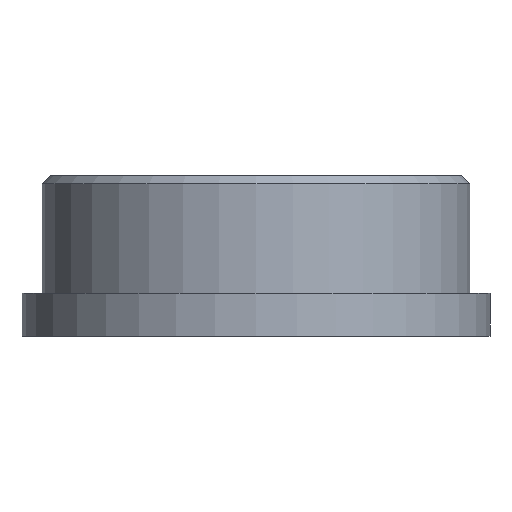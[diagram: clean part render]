
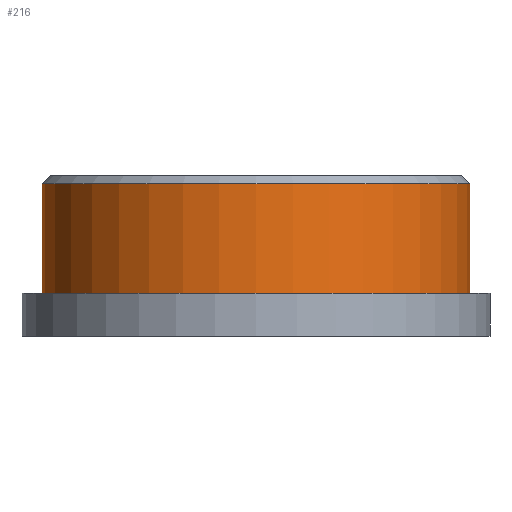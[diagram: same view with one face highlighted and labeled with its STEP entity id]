
A CAD part, front view. The second image highlights one B-rep face of the part: STEP entity #216.
In plain terms, the highlighted cylindrical face has radius 6.35 mm (diameter 12.7 mm), a partial arc.
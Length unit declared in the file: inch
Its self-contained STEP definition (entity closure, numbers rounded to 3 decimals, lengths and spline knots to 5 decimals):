
#22 = EDGE_CURVE ( 'NONE', #1331, #315, #648, .T. ) ;
#47 = CARTESIAN_POINT ( 'NONE',  ( -0.25, 0., -0.04375 ) ) ;
#59 = AXIS2_PLACEMENT_3D ( 'NONE', #440, #1491, #1637 ) ;
#138 = ORIENTED_EDGE ( 'NONE', *, *, #659, .F. ) ;
#171 = CARTESIAN_POINT ( 'NONE',  ( -0.25, 0., 0.09375 ) ) ;
#172 = CARTESIAN_POINT ( 'NONE',  ( 0.25, 0., 0.08438 ) ) ;
#182 = FACE_OUTER_BOUND ( 'NONE', #493, .T. ) ;
#198 = DIRECTION ( 'NONE',  ( 0., 0., 1. ) ) ;
#216 = ADVANCED_FACE ( 'NONE', ( #182 ), #1241, .T. ) ;
#315 = VERTEX_POINT ( 'NONE', #172 ) ;
#393 = DIRECTION ( 'NONE',  ( 1., 0., 0. ) ) ;
#440 = CARTESIAN_POINT ( 'NONE',  ( 0., 0., 0.08438 ) ) ;
#486 = AXIS2_PLACEMENT_3D ( 'NONE', #1420, #517, #393 ) ;
#493 = EDGE_LOOP ( 'NONE', ( #138, #1079, #522, #995 ) ) ;
#517 = DIRECTION ( 'NONE',  ( 0., 0., 1. ) ) ;
#522 = ORIENTED_EDGE ( 'NONE', *, *, #1851, .T. ) ;
#575 = VERTEX_POINT ( 'NONE', #1855 ) ;
#606 = DIRECTION ( 'NONE',  ( 0., 0., 1. ) ) ;
#648 = CIRCLE ( 'NONE', #59, 0.25 ) ;
#659 = EDGE_CURVE ( 'NONE', #715, #1331, #706, .T. ) ;
#706 = LINE ( 'NONE', #171, #1690 ) ;
#707 = LINE ( 'NONE', #1075, #1035 ) ;
#715 = VERTEX_POINT ( 'NONE', #47 ) ;
#804 = DIRECTION ( 'NONE',  ( 0., 0., 1. ) ) ;
#986 = AXIS2_PLACEMENT_3D ( 'NONE', #1819, #198, #1836 ) ;
#995 = ORIENTED_EDGE ( 'NONE', *, *, #22, .F. ) ;
#1035 = VECTOR ( 'NONE', #804, 39.37008 ) ;
#1075 = CARTESIAN_POINT ( 'NONE',  ( 0.25, 0., 0.09375 ) ) ;
#1079 = ORIENTED_EDGE ( 'NONE', *, *, #1371, .T. ) ;
#1220 = CARTESIAN_POINT ( 'NONE',  ( -0.25, 0., 0.08438 ) ) ;
#1241 = CYLINDRICAL_SURFACE ( 'NONE', #986, 0.25 ) ;
#1331 = VERTEX_POINT ( 'NONE', #1220 ) ;
#1371 = EDGE_CURVE ( 'NONE', #715, #575, #1792, .T. ) ;
#1420 = CARTESIAN_POINT ( 'NONE',  ( 0., 0., -0.04375 ) ) ;
#1491 = DIRECTION ( 'NONE',  ( 0., 0., 1. ) ) ;
#1637 = DIRECTION ( 'NONE',  ( 1., 0., 0. ) ) ;
#1690 = VECTOR ( 'NONE', #606, 39.37008 ) ;
#1792 = CIRCLE ( 'NONE', #486, 0.25 ) ;
#1819 = CARTESIAN_POINT ( 'NONE',  ( 0., 0., 0.09375 ) ) ;
#1836 = DIRECTION ( 'NONE',  ( 1., 0., 0. ) ) ;
#1851 = EDGE_CURVE ( 'NONE', #575, #315, #707, .T. ) ;
#1855 = CARTESIAN_POINT ( 'NONE',  ( 0.25, 0., -0.04375 ) ) ;
